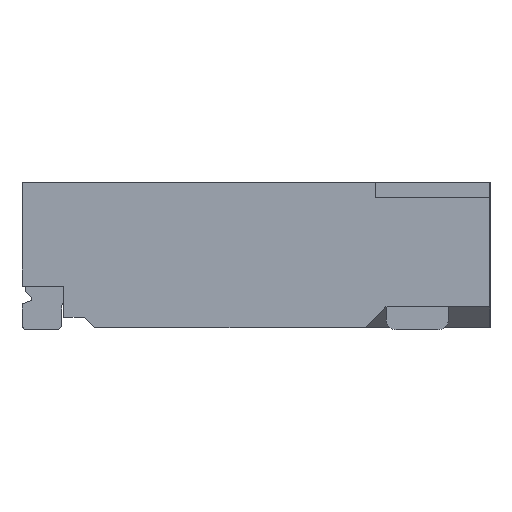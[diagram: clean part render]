
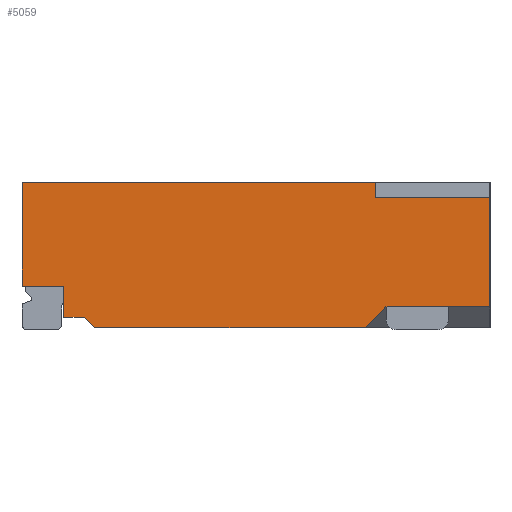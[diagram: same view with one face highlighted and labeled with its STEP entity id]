
A CAD part, left-side view. The second image highlights one B-rep face of the part: STEP entity #5059.
In plain terms, the highlighted planar face has unit normal (-1, 0, 0).
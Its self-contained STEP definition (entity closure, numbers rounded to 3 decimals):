
#150 = CARTESIAN_POINT ( 'NONE',  ( -5.1, 1.85, 0.1 ) ) ;
#199 = DIRECTION ( 'NONE',  ( 0., 1., 0. ) ) ;
#305 = PLANE ( 'NONE',  #10161 ) ;
#309 = CARTESIAN_POINT ( 'NONE',  ( -5.1, 2.25, 1.4 ) ) ;
#499 = EDGE_LOOP ( 'NONE', ( #9154, #9733, #8953, #7361, #2191, #14787, #15508, #10746, #19943, #856, #19430, #19488 ) ) ;
#501 = VERTEX_POINT ( 'NONE', #19154 ) ;
#547 = LINE ( 'NONE', #654, #927 ) ;
#597 = CARTESIAN_POINT ( 'NONE',  ( -5.1, -1.15, 0.9 ) ) ;
#654 = CARTESIAN_POINT ( 'NONE',  ( -5.1, 2.25, 1.4 ) ) ;
#856 = ORIENTED_EDGE ( 'NONE', *, *, #22718, .T. ) ;
#888 = CARTESIAN_POINT ( 'NONE',  ( -5.1, -1.15, 1.25 ) ) ;
#895 = CARTESIAN_POINT ( 'NONE',  ( -5.1, 2.25, 1.4 ) ) ;
#927 = VECTOR ( 'NONE', #10931, 1000. ) ;
#942 = DIRECTION ( 'NONE',  ( 0., -0.707, 0.707 ) ) ;
#989 = VECTOR ( 'NONE', #6210, 1000. ) ;
#1051 = VERTEX_POINT ( 'NONE', #21322 ) ;
#1220 = LINE ( 'NONE', #8084, #989 ) ;
#1723 = LINE ( 'NONE', #6952, #7095 ) ;
#1743 = CARTESIAN_POINT ( 'NONE',  ( -5.1, 2.25, 0.4 ) ) ;
#2151 = FACE_OUTER_BOUND ( 'NONE', #499, .T. ) ;
#2177 = VECTOR ( 'NONE', #21126, 1000. ) ;
#2191 = ORIENTED_EDGE ( 'NONE', *, *, #7387, .F. ) ;
#2329 = LINE ( 'NONE', #16021, #8876 ) ;
#2573 = LINE ( 'NONE', #20575, #5246 ) ;
#3021 = DIRECTION ( 'NONE',  ( 0., -1., 0. ) ) ;
#4828 = DIRECTION ( 'NONE',  ( 0., 0., -1. ) ) ;
#5059 = ADVANCED_FACE ( 'NONE', ( #2151 ), #305, .F. ) ;
#5246 = VECTOR ( 'NONE', #3021, 1000. ) ;
#5511 = VERTEX_POINT ( 'NONE', #309 ) ;
#5861 = CARTESIAN_POINT ( 'NONE',  ( -5.1, 2.25, 1.4 ) ) ;
#5873 = CARTESIAN_POINT ( 'NONE',  ( -5.1, -1.15, 1.4 ) ) ;
#6210 = DIRECTION ( 'NONE',  ( 0., 0., -1. ) ) ;
#6399 = CARTESIAN_POINT ( 'NONE',  ( -5.1, -1.05, 0. ) ) ;
#6558 = LINE ( 'NONE', #895, #16720 ) ;
#6836 = CARTESIAN_POINT ( 'NONE',  ( -5.1, 2.6, 1.05 ) ) ;
#6915 = CARTESIAN_POINT ( 'NONE',  ( -5.1, 1.65, 0.1 ) ) ;
#6952 = CARTESIAN_POINT ( 'NONE',  ( -5.1, 1.85, 0. ) ) ;
#6984 = EDGE_CURVE ( 'NONE', #9217, #15780, #16824, .T. ) ;
#7095 = VECTOR ( 'NONE', #4828, 1000. ) ;
#7361 = ORIENTED_EDGE ( 'NONE', *, *, #6984, .T. ) ;
#7387 = EDGE_CURVE ( 'NONE', #11616, #15780, #20629, .T. ) ;
#7470 = DIRECTION ( 'NONE',  ( 0., 0., 1. ) ) ;
#7867 = CARTESIAN_POINT ( 'NONE',  ( -5.1, -2.25, 0.2 ) ) ;
#8004 = CARTESIAN_POINT ( 'NONE',  ( -5.1, 1.55, 0. ) ) ;
#8084 = CARTESIAN_POINT ( 'NONE',  ( -5.1, -2.25, 1.4 ) ) ;
#8795 = EDGE_CURVE ( 'NONE', #19678, #18197, #14064, .T. ) ;
#8876 = VECTOR ( 'NONE', #18345, 1000. ) ;
#8953 = ORIENTED_EDGE ( 'NONE', *, *, #22981, .T. ) ;
#9154 = ORIENTED_EDGE ( 'NONE', *, *, #18729, .F. ) ;
#9217 = VERTEX_POINT ( 'NONE', #6399 ) ;
#9680 = EDGE_CURVE ( 'NONE', #15535, #21128, #16225, .T. ) ;
#9733 = ORIENTED_EDGE ( 'NONE', *, *, #8795, .T. ) ;
#9851 = DIRECTION ( 'NONE',  ( 0., -1., 0. ) ) ;
#10090 = EDGE_CURVE ( 'NONE', #1051, #11616, #1220, .T. ) ;
#10161 = AXIS2_PLACEMENT_3D ( 'NONE', #5861, #14257, #199 ) ;
#10746 = ORIENTED_EDGE ( 'NONE', *, *, #20590, .T. ) ;
#10931 = DIRECTION ( 'NONE',  ( 0., -1., 0. ) ) ;
#11063 = CARTESIAN_POINT ( 'NONE',  ( -5.1, 2.25, 0.4 ) ) ;
#11616 = VERTEX_POINT ( 'NONE', #7867 ) ;
#11794 = VECTOR ( 'NONE', #16566, 1000. ) ;
#12258 = VERTEX_POINT ( 'NONE', #5873 ) ;
#12271 = EDGE_CURVE ( 'NONE', #5511, #12258, #547, .T. ) ;
#12599 = VERTEX_POINT ( 'NONE', #150 ) ;
#13902 = EDGE_CURVE ( 'NONE', #501, #1051, #15043, .T. ) ;
#14064 = LINE ( 'NONE', #6836, #2177 ) ;
#14257 = DIRECTION ( 'NONE',  ( 1., 0., 0. ) ) ;
#14787 = ORIENTED_EDGE ( 'NONE', *, *, #10090, .F. ) ;
#15043 = LINE ( 'NONE', #888, #15862 ) ;
#15508 = ORIENTED_EDGE ( 'NONE', *, *, #13902, .F. ) ;
#15535 = VERTEX_POINT ( 'NONE', #1743 ) ;
#15620 = VECTOR ( 'NONE', #942, 1000. ) ;
#15780 = VERTEX_POINT ( 'NONE', #18489 ) ;
#15862 = VECTOR ( 'NONE', #9851, 1000. ) ;
#16021 = CARTESIAN_POINT ( 'NONE',  ( -5.1, 1.85, 0.1 ) ) ;
#16225 = LINE ( 'NONE', #11063, #11794 ) ;
#16566 = DIRECTION ( 'NONE',  ( 0., -1., 0. ) ) ;
#16720 = VECTOR ( 'NONE', #22483, 1000. ) ;
#16824 = LINE ( 'NONE', #18683, #15620 ) ;
#17108 = CARTESIAN_POINT ( 'NONE',  ( -5.1, -2.25, 0.2 ) ) ;
#18197 = VERTEX_POINT ( 'NONE', #8004 ) ;
#18345 = DIRECTION ( 'NONE',  ( 0., 1., 0. ) ) ;
#18489 = CARTESIAN_POINT ( 'NONE',  ( -5.1, -1.25, 0.2 ) ) ;
#18683 = CARTESIAN_POINT ( 'NONE',  ( -5.1, -1.05, 0. ) ) ;
#18729 = EDGE_CURVE ( 'NONE', #19678, #12599, #2329, .T. ) ;
#18877 = DIRECTION ( 'NONE',  ( 0., 1., 0. ) ) ;
#19079 = LINE ( 'NONE', #597, #22489 ) ;
#19154 = CARTESIAN_POINT ( 'NONE',  ( -5.1, -1.15, 1.25 ) ) ;
#19430 = ORIENTED_EDGE ( 'NONE', *, *, #9680, .T. ) ;
#19488 = ORIENTED_EDGE ( 'NONE', *, *, #22688, .T. ) ;
#19518 = VECTOR ( 'NONE', #18877, 1000. ) ;
#19678 = VERTEX_POINT ( 'NONE', #6915 ) ;
#19698 = CARTESIAN_POINT ( 'NONE',  ( -5.1, 1.85, 0.4 ) ) ;
#19943 = ORIENTED_EDGE ( 'NONE', *, *, #12271, .F. ) ;
#20575 = CARTESIAN_POINT ( 'NONE',  ( -5.1, 2.25, 0. ) ) ;
#20590 = EDGE_CURVE ( 'NONE', #501, #12258, #19079, .T. ) ;
#20629 = LINE ( 'NONE', #17108, #19518 ) ;
#21126 = DIRECTION ( 'NONE',  ( 0., -0.707, -0.707 ) ) ;
#21128 = VERTEX_POINT ( 'NONE', #19698 ) ;
#21322 = CARTESIAN_POINT ( 'NONE',  ( -5.1, -2.25, 1.25 ) ) ;
#22483 = DIRECTION ( 'NONE',  ( 0., 0., -1. ) ) ;
#22489 = VECTOR ( 'NONE', #7470, 1000. ) ;
#22688 = EDGE_CURVE ( 'NONE', #21128, #12599, #1723, .T. ) ;
#22718 = EDGE_CURVE ( 'NONE', #5511, #15535, #6558, .T. ) ;
#22981 = EDGE_CURVE ( 'NONE', #18197, #9217, #2573, .T. ) ;
